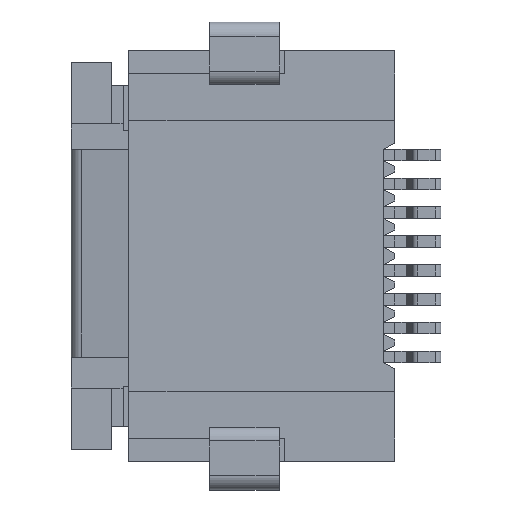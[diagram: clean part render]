
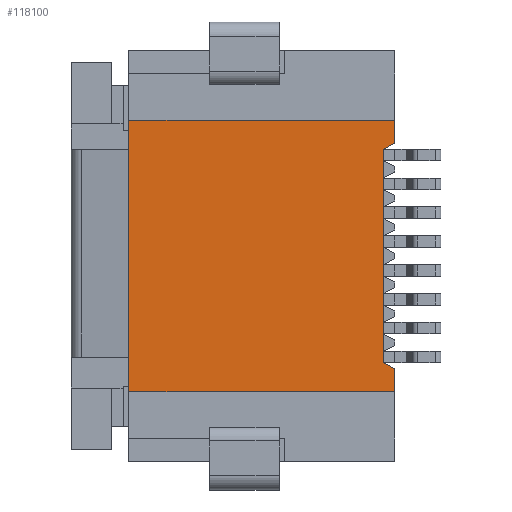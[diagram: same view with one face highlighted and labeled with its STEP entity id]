
A CAD part, left-side view. The second image highlights one B-rep face of the part: STEP entity #118100.
In plain terms, the highlighted planar face has unit normal (-1, 0, 0).
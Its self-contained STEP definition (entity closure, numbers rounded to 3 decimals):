
#21150=CARTESIAN_POINT('',(-2.015,-3.396,13.058))
;
#21160=VERTEX_POINT('',#21150);
#21190=CARTESIAN_POINT('',(-2.015,0.,11.317));
#21200=DIRECTION('',(0.,0.89,-0.456));
#21210=VECTOR('',#21200,1.);
#21220=LINE('',#21190,#21210);
#21230=CARTESIAN_POINT('',(-2.015,-3.591,13.158));
#21240=VERTEX_POINT('',#21230);
#21250=EDGE_CURVE('',#21240,#21160,#21220,.T.);
#21480=CARTESIAN_POINT('',(-2.015,-3.391,13.058))
;
#21490=VERTEX_POINT('',#21480);
#21520=CARTESIAN_POINT('',(-2.015,1.009,13.058));
#21530=DIRECTION('',(0.,-1.,0.));
#21540=VECTOR('',#21530,1.);
#21550=LINE('',#21520,#21540);
#21560=EDGE_CURVE('',#21490,#21160,#21550,.T.);
#22630=CARTESIAN_POINT('',(-2.015,-3.591,14.605));
#22640=DIRECTION('',(0.,0.,-1.));
#22650=VECTOR('',#22640,1.);
#22660=LINE('',#22630,#22650);
#22670=CARTESIAN_POINT('',(-2.015,-3.591,13.558));
#22680=VERTEX_POINT('',#22670);
#22690=EDGE_CURVE('',#22680,#21240,#22660,.T.);
#28190=CARTESIAN_POINT('',(-2.015,1.009,13.558));
#28200=DIRECTION('',(0.,-1.,0.));
#28210=VECTOR('',#28200,1.);
#28220=LINE('',#28190,#28210);
#28230=CARTESIAN_POINT('',(-2.015,1.009,13.558));
#28240=VERTEX_POINT('',#28230);
#28250=EDGE_CURVE('',#28240,#22680,#28220,.T.);
#46630=CARTESIAN_POINT('',(-2.015,1.009,21.825));
#46640=DIRECTION('',(0.,0.,1.));
#46650=VECTOR('',#46640,1.);
#46660=LINE('',#46630,#46650);
#46670=CARTESIAN_POINT('',(-2.015,1.009,8.858));
#46680=VERTEX_POINT('',#46670);
#46690=EDGE_CURVE('',#46680,#28240,#46660,.T.);
#47560=CARTESIAN_POINT('',(-2.015,1.009,8.858));
#47570=DIRECTION('',(0.,-1.,0.));
#47580=VECTOR('',#47570,1.);
#47590=LINE('',#47560,#47580);
#47600=CARTESIAN_POINT('',(-2.015,-3.591,8.858));
#47610=VERTEX_POINT('',#47600);
#47620=EDGE_CURVE('',#46680,#47610,#47590,.T.);
#49850=CARTESIAN_POINT('',(-2.015,-3.391,9.36));
#49860=VERTEX_POINT('',#49850);
#49890=CARTESIAN_POINT('',(-2.015,-3.391,28.555));
#49900=DIRECTION('',(0.,0.,-1.));
#49910=VECTOR('',#49900,1.);
#49920=LINE('',#49890,#49910);
#49930=EDGE_CURVE('',#21490,#49860,#49920,.T.);
#75240=CARTESIAN_POINT('',(-2.015,-3.591,9.258));
#75250=VERTEX_POINT('',#75240);
#75280=CARTESIAN_POINT('',(-2.015,0.,11.098));
#75290=DIRECTION('',(0.,-0.89,-0.456));
#75300=VECTOR('',#75290,1.);
#75310=LINE('',#75280,#75300);
#75320=EDGE_CURVE('',#49860,#75250,#75310,.T.);
#89640=CARTESIAN_POINT('',(-2.015,-3.591,7.81));
#89650=DIRECTION('',(0.,0.,1.));
#89660=VECTOR('',#89650,1.);
#89670=LINE('',#89640,#89660);
#89680=EDGE_CURVE('',#47610,#75250,#89670,.T.);
#117940=CARTESIAN_POINT('',(-2.015,-3.341,35.555))
;
#117950=DIRECTION('',(-1.,0.,0.));
#117960=DIRECTION('',(0.,-1.,0.));
#117970=AXIS2_PLACEMENT_3D('',#117940,#117950,#117960);
#117980=PLANE('',#117970);
#117990=ORIENTED_EDGE('',*,*,#49930,.F.);
#118000=ORIENTED_EDGE('',*,*,#75320,.F.);
#118010=ORIENTED_EDGE('',*,*,#89680,.T.);
#118020=ORIENTED_EDGE('',*,*,#47620,.T.);
#118030=ORIENTED_EDGE('',*,*,#46690,.F.);
#118040=ORIENTED_EDGE('',*,*,#28250,.F.);
#118050=ORIENTED_EDGE('',*,*,#22690,.F.);
#118060=ORIENTED_EDGE('',*,*,#21250,.F.);
#118070=ORIENTED_EDGE('',*,*,#21560,.T.);
#118080=EDGE_LOOP('',(#118070,#118060,#118050,#118040,#118030,#118020,
#118010,#118000,#117990));
#118090=FACE_OUTER_BOUND('',#118080,.T.);
#118100=ADVANCED_FACE('',(#118090),#117980,.T.);
